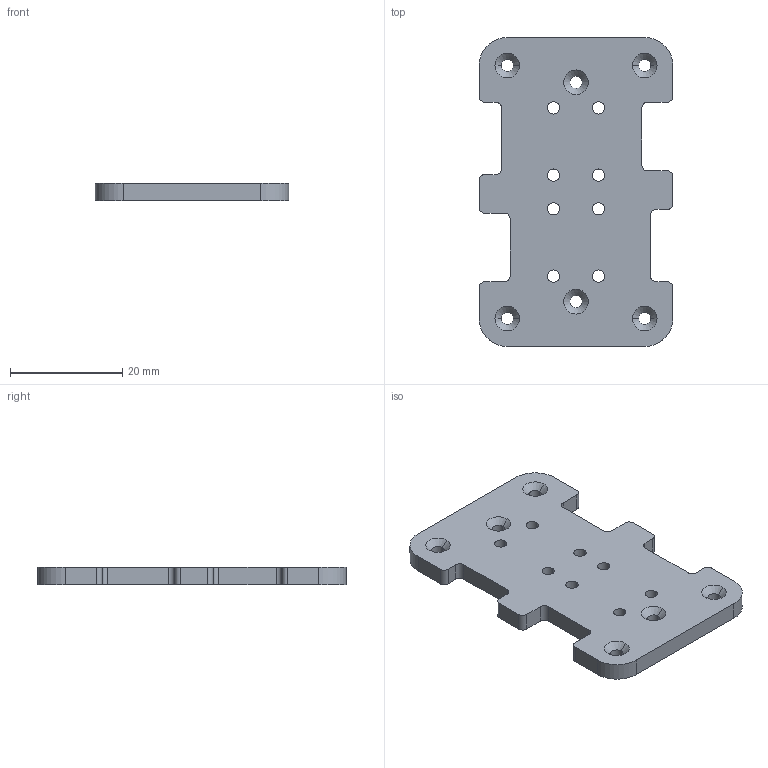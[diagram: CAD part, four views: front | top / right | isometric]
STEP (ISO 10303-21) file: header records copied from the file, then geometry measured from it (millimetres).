
FILE_DESCRIPTION (( 'STEP AP214' ), '1' );
FILE_NAME ('Gripper_Carriage_Mount.STEP', '2024-01-28T05:35:30', ( '' ), ( '' ), 'SwSTEP 2.0', 'SolidWorks 2022', '' );
FILE_SCHEMA (( 'AUTOMOTIVE_DESIGN' ));
Length unit declared in the file: millimetre
Products named in the file (1): Gripper_Carriage_Mount
Bounding box: 34.5 x 55.1 x 3.17 mm (x, y, z)
Volume: 4966.5 mm3; surface area: 4085.1 mm2
Topology: 1 solids, 1 shells, 98 faces, 260 edges, 164 vertices
Faces by surface type: cylinder 48, cone 28, plane 22
Entity records: 3154 total; most frequent: DIRECTION 582, CARTESIAN_POINT 523, ORIENTED_EDGE 520, EDGE_CURVE 260, AXIS2_PLACEMENT_3D 223, VERTEX_POINT 164, LINE 136, VECTOR 136
